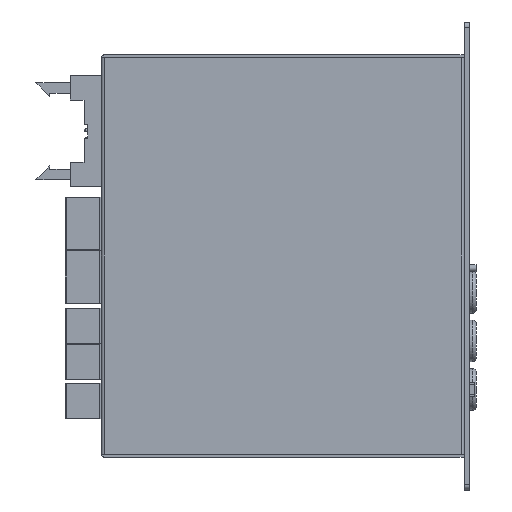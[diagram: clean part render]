
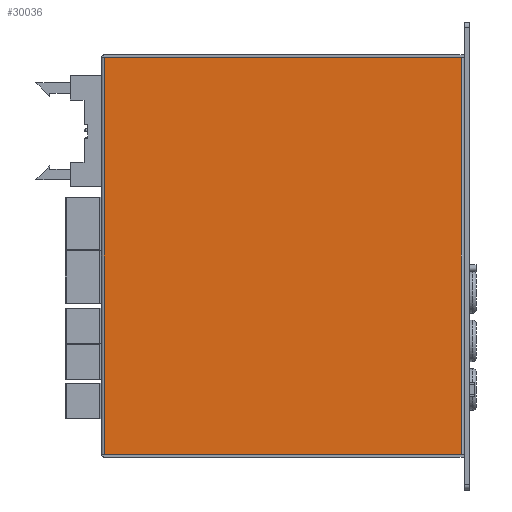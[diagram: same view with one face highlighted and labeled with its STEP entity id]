
A CAD part, left-side view. The second image highlights one B-rep face of the part: STEP entity #30036.
In plain terms, the highlighted planar face has unit normal (-1, 0, 0).
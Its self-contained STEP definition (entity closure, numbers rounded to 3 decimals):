
#1325=PLANE('',#32065);
#2771=FACE_OUTER_BOUND('',#4526,.T.);
#4526=EDGE_LOOP('',(#22680,#22681,#22682,#22683));
#6657=LINE('',#44541,#10143);
#6658=LINE('',#44545,#10144);
#6659=LINE('',#44547,#10145);
#6660=LINE('',#44548,#10146);
#10143=VECTOR('',#35746,1.);
#10144=VECTOR('',#35751,1.);
#10145=VECTOR('',#35752,1.);
#10146=VECTOR('',#35753,1.);
#14486=VERTEX_POINT('',#44538);
#14487=VERTEX_POINT('',#44540);
#14488=VERTEX_POINT('',#44544);
#14489=VERTEX_POINT('',#44546);
#17660=EDGE_CURVE('',#14486,#14487,#6657,.F.);
#17662=EDGE_CURVE('',#14488,#14486,#6658,.T.);
#17663=EDGE_CURVE('',#14489,#14488,#6659,.T.);
#17664=EDGE_CURVE('',#14487,#14489,#6660,.F.);
#22680=ORIENTED_EDGE('',*,*,#17660,.F.);
#22681=ORIENTED_EDGE('',*,*,#17662,.F.);
#22682=ORIENTED_EDGE('',*,*,#17663,.F.);
#22683=ORIENTED_EDGE('',*,*,#17664,.F.);
#30036=ADVANCED_FACE('',(#2771),#1325,.T.);
#32065=AXIS2_PLACEMENT_3D('',#44543,#35749,#35750);
#35746=DIRECTION('',(0.,0.,-1.));
#35749=DIRECTION('center_axis',(-1.,0.,0.));
#35750=DIRECTION('ref_axis',(0.,0.,
1.));
#35751=DIRECTION('',(0.,1.,0.));
#35752=DIRECTION('',(0.,0.,-1.));
#35753=DIRECTION('',(0.,1.,0.));
#44538=CARTESIAN_POINT('',(-1494.45,-15.575,-382.414));
#44540=CARTESIAN_POINT('',(-1494.45,-15.575,-268.014));
#44541=CARTESIAN_POINT('',(-1494.45,-15.575,-324.117));
#44543=CARTESIAN_POINT('Origin',(-1494.45,-52.733,-323.979));
#44544=CARTESIAN_POINT('',(-1494.45,-118.575,-382.414));
#44545=CARTESIAN_POINT('',(-1494.45,-34.134,-382.414));
#44546=CARTESIAN_POINT('',(-1494.45,-118.575,-268.014));
#44547=CARTESIAN_POINT('',(-1494.45,-118.575,-353.347));
#44548=CARTESIAN_POINT('',(-1494.45,-34.134,-268.014));
